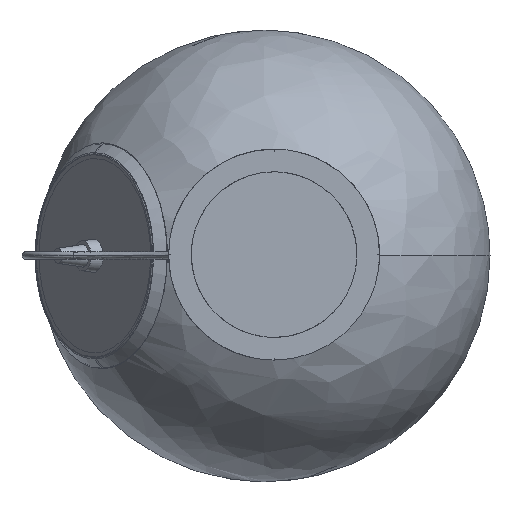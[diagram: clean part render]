
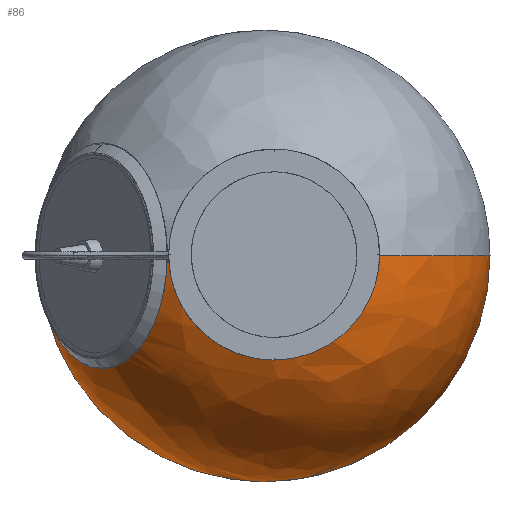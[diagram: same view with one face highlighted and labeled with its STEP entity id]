
A CAD part, top view. The second image highlights one B-rep face of the part: STEP entity #86.
In plain terms, the highlighted free-form (B-spline) face has degree [2, 2] with [5, 3] control points.
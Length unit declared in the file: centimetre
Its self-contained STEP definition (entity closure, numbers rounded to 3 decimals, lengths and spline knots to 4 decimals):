
#86=ADVANCED_FACE('',(#303),#2940,.T.);
#303=FACE_OUTER_BOUND('',#520,.T.);
#520=EDGE_LOOP('',(#761,#762,#763,#764,#765,#766,#767));
#761=ORIENTED_EDGE('',*,*,#1699,.F.);
#762=ORIENTED_EDGE('',*,*,#1703,.F.);
#763=ORIENTED_EDGE('',*,*,#1705,.F.);
#764=ORIENTED_EDGE('',*,*,#1702,.F.);
#765=ORIENTED_EDGE('',*,*,#1706,.F.);
#766=ORIENTED_EDGE('',*,*,#1707,.T.);
#767=ORIENTED_EDGE('',*,*,#1708,.T.);
#1699=EDGE_CURVE('',#2653,#2654,#2266,.T.);
#1702=EDGE_CURVE('',#2657,#2651,#2267,.T.);
#1703=EDGE_CURVE('',#2658,#2653,#2268,.T.);
#1705=EDGE_CURVE('',#2651,#2658,#2270,.T.);
#1706=EDGE_CURVE('',#2656,#2657,#2271,.T.);
#1707=EDGE_CURVE('',#2656,#2659,#2175,.T.);
#1708=EDGE_CURVE('',#2659,#2654,#2176,.T.);
#2175=B_SPLINE_CURVE_WITH_KNOTS('',3,(#3341,#3342,#3343,#3344,#3345,#3346,
#3347,#3348,#3349,#3350,#3351,#3352,#3353,#3354,#3355,#3356,#3357,#3358),
 .UNSPECIFIED.,.F.,.F.,(4,2,2,2,2,2,2,2,4),(0.2541,0.2793,
0.2921,0.3048,0.3176,0.3304,
0.343,0.3493,0.3556),.UNSPECIFIED.);
#2176=B_SPLINE_CURVE_WITH_KNOTS('',3,(#3359,#3360,#3361,#3362,#3363,#3364,
#3365,#3366,#3367,#3368,#3369,#3370,#3371,#3372),.UNSPECIFIED.,.F.,.F.,
(4,2,2,2,2,2,4),(0.3556,0.3682,0.3809,
0.3936,0.4063,0.4318,0.4572),
 .UNSPECIFIED.);
#2266=(
BOUNDED_CURVE()
B_SPLINE_CURVE(2,(#3287,#3288,#3289),.UNSPECIFIED.,.F.,.F.)
B_SPLINE_CURVE_WITH_KNOTS((3,3),(0.,12.283),.UNSPECIFIED.)
CURVE()
GEOMETRIC_REPRESENTATION_ITEM()
RATIONAL_B_SPLINE_CURVE((1.,0.997,1.))
REPRESENTATION_ITEM('')
);
#2267=(
BOUNDED_CURVE()
B_SPLINE_CURVE(2,(#3326,#3327,#3328),.UNSPECIFIED.,.F.,.F.)
B_SPLINE_CURVE_WITH_KNOTS((3,3),(-471.2389,-235.6194),
 .UNSPECIFIED.)
CURVE()
GEOMETRIC_REPRESENTATION_ITEM()
RATIONAL_B_SPLINE_CURVE((1.,0.707,1.))
REPRESENTATION_ITEM('')
);
#2268=(
BOUNDED_CURVE()
B_SPLINE_CURVE(2,(#3329,#3330,#3331),.UNSPECIFIED.,.F.,.F.)
B_SPLINE_CURVE_WITH_KNOTS((3,3),(0.,226.6905),.UNSPECIFIED.)
CURVE()
GEOMETRIC_REPRESENTATION_ITEM()
RATIONAL_B_SPLINE_CURVE((1.,0.707,1.))
REPRESENTATION_ITEM('')
);
#2270=(
BOUNDED_CURVE()
B_SPLINE_CURVE(2,(#3335,#3336,#3337),.UNSPECIFIED.,.F.,.F.)
B_SPLINE_CURVE_WITH_KNOTS((3,3),(-226.6905,0.),.UNSPECIFIED.)
CURVE()
GEOMETRIC_REPRESENTATION_ITEM()
RATIONAL_B_SPLINE_CURVE((1.,0.707,1.))
REPRESENTATION_ITEM('')
);
#2271=(
BOUNDED_CURVE()
B_SPLINE_CURVE(2,(#3338,#3339,#3340),.UNSPECIFIED.,.F.,.F.)
B_SPLINE_CURVE_WITH_KNOTS((3,3),(-76.7829,0.),.UNSPECIFIED.)
CURVE()
GEOMETRIC_REPRESENTATION_ITEM()
RATIONAL_B_SPLINE_CURVE((1.,0.967,1.))
REPRESENTATION_ITEM('')
);
#2651=VERTEX_POINT('',#3269);
#2653=VERTEX_POINT('',#3271);
#2654=VERTEX_POINT('',#3272);
#2656=VERTEX_POINT('',#3274);
#2657=VERTEX_POINT('',#3275);
#2658=VERTEX_POINT('',#3276);
#2659=VERTEX_POINT('',#3277);
#2940=(
BOUNDED_SURFACE()
B_SPLINE_SURFACE(2,2,((#3253,#3254,#3255),(#3256,#3257,#3258),(#3259,#3260,
#3261),(#3262,#3263,#3264),(#3265,#3266,#3267)),.UNSPECIFIED.,.F.,.F.,.F.)
B_SPLINE_SURFACE_WITH_KNOTS((3,2,3),(3,3),(0.,110.2369,220.4738),
(0.,226.6905),.UNSPECIFIED.)
GEOMETRIC_REPRESENTATION_ITEM()
RATIONAL_B_SPLINE_SURFACE(((1.,0.707,1.),(0.707,
0.5,0.707),(1.,0.707,1.),(0.707,0.5,
0.707),(1.,0.707,1.)))
REPRESENTATION_ITEM('')
SURFACE()
);
#3253=CARTESIAN_POINT('',(-6.5,-150.,-538.5));
#3254=CARTESIAN_POINT('',(-156.5,-150.,-538.5));
#3255=CARTESIAN_POINT('',(-156.5,0.,-538.5));
#3256=CARTESIAN_POINT('',(-6.5,-150.,-538.5));
#3257=CARTESIAN_POINT('',(-156.5,-150.,-388.5));
#3258=CARTESIAN_POINT('',(-156.5,0.,-388.5));
#3259=CARTESIAN_POINT('',(-6.5,-150.,-538.5));
#3260=CARTESIAN_POINT('',(-6.5,-150.,-388.5));
#3261=CARTESIAN_POINT('',(-6.5,0.,-388.5));
#3262=CARTESIAN_POINT('',(-6.5,-150.,-538.5));
#3263=CARTESIAN_POINT('',(143.5,-150.,-388.5));
#3264=CARTESIAN_POINT('',(143.5,0.,-388.5));
#3265=CARTESIAN_POINT('',(-6.5,-150.,-538.5));
#3266=CARTESIAN_POINT('',(143.5,-150.,-538.5));
#3267=CARTESIAN_POINT('',(143.5,0.,-538.5));
#3269=CARTESIAN_POINT('',(143.5,0.,-538.5));
#3271=CARTESIAN_POINT('',(-156.5,0.,-538.5));
#3272=CARTESIAN_POINT('',(-154.5231,0.,-514.2271));
#3274=CARTESIAN_POINT('',(-79.9733,0.,-407.7267));
#3275=CARTESIAN_POINT('',(-6.5,0.,-388.5));
#3276=CARTESIAN_POINT('',(-6.5,-150.,-538.5));
#3277=CARTESIAN_POINT('',(-117.2482,-65.,-460.9769));
#3287=CARTESIAN_POINT('',(-156.5,0.,-538.5));
#3288=CARTESIAN_POINT('',(-156.5,0.,-526.283));
#3289=CARTESIAN_POINT('',(-154.5231,0.,-514.2271));
#3326=CARTESIAN_POINT('',(-6.5,0.,-388.5));
#3327=CARTESIAN_POINT('',(143.5,0.,-388.5));
#3328=CARTESIAN_POINT('',(143.5,0.,-538.5));
#3329=CARTESIAN_POINT('',(-6.5,-150.,-538.5));
#3330=CARTESIAN_POINT('',(-156.5,-150.,-538.5));
#3331=CARTESIAN_POINT('',(-156.5,0.,-538.5));
#3335=CARTESIAN_POINT('',(143.5,0.,-538.5));
#3336=CARTESIAN_POINT('',(143.5,-150.,-538.5));
#3337=CARTESIAN_POINT('',(-6.5,-150.,-538.5));
#3338=CARTESIAN_POINT('',(-79.9733,0.,-407.7267));
#3339=CARTESIAN_POINT('',(-45.7523,0.,-388.5));
#3340=CARTESIAN_POINT('',(-6.5,0.,-388.5));
#3341=CARTESIAN_POINT('',(-79.9733,0.,-407.7267));
#3342=CARTESIAN_POINT('',(-79.9733,-6.1144,-407.7266));
#3343=CARTESIAN_POINT('',(-80.4729,-12.5291,-408.4405));
#3344=CARTESIAN_POINT('',(-82.1448,-22.1182,-410.8289));
#3345=CARTESIAN_POINT('',(-82.8548,-25.3095,-411.8438));
#3346=CARTESIAN_POINT('',(-84.6276,-31.6596,-414.378));
#3347=CARTESIAN_POINT('',(-85.7035,-34.8372,-415.9117));
#3348=CARTESIAN_POINT('',(-88.2682,-41.0704,-419.5802));
#3349=CARTESIAN_POINT('',(-89.77,-44.1307,-421.7222));
#3350=CARTESIAN_POINT('',(-93.3344,-50.0439,-426.8142));
#3351=CARTESIAN_POINT('',(-95.3766,-52.8716,-429.7315));
#3352=CARTESIAN_POINT('',(-100.2541,-58.0644,-436.6996));
#3353=CARTESIAN_POINT('',(-103.0851,-60.4214,-440.7437));
#3354=CARTESIAN_POINT('',(-108.003,-63.0401,-447.7695));
#3355=CARTESIAN_POINT('',(-109.7669,-63.7596,-450.2894));
#3356=CARTESIAN_POINT('',(-113.4351,-64.7397,-455.5295));
#3357=CARTESIAN_POINT('',(-115.3232,-65.,-458.2269));
#3358=CARTESIAN_POINT('',(-117.2482,-65.,-460.9769));
#3359=CARTESIAN_POINT('',(-117.2482,-65.,-460.9769));
#3360=CARTESIAN_POINT('',(-121.2416,-65.,-466.6817));
#3361=CARTESIAN_POINT('',(-124.8689,-63.9019,-471.8669));
#3362=CARTESIAN_POINT('',(-131.348,-60.4603,-481.1187));
#3363=CARTESIAN_POINT('',(-134.1507,-58.1427,-485.1239));
#3364=CARTESIAN_POINT('',(-138.9977,-53.0199,-492.048));
#3365=CARTESIAN_POINT('',(-141.0463,-50.2139,-494.9781));
#3366=CARTESIAN_POINT('',(-144.6158,-44.335,-500.0714));
#3367=CARTESIAN_POINT('',(-146.13,-41.2733,-502.2395));
#3368=CARTESIAN_POINT('',(-150.0176,-31.9175,-507.7876));
#3369=CARTESIAN_POINT('',(-151.7631,-25.4472,-510.2847));
#3370=CARTESIAN_POINT('',(-154.016,-12.6188,-513.5044));
#3371=CARTESIAN_POINT('',(-154.523,-6.2323,-514.227));
#3372=CARTESIAN_POINT('',(-154.5231,0.,-514.2271));
